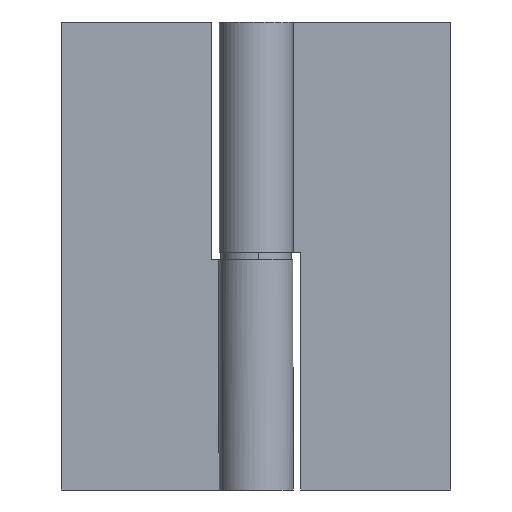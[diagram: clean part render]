
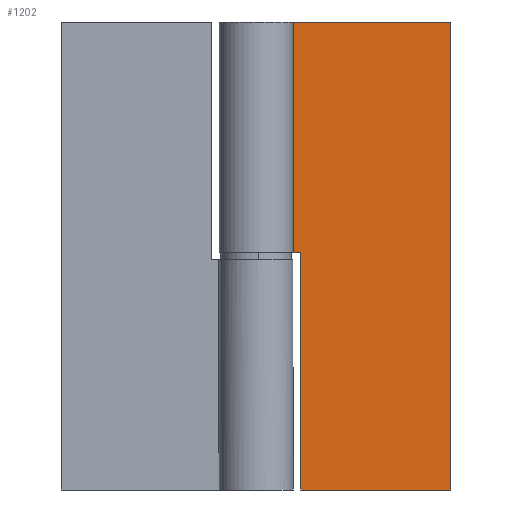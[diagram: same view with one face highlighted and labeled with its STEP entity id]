
A CAD part, front view. The second image highlights one B-rep face of the part: STEP entity #1202.
In plain terms, the highlighted free-form (B-spline) face has degree [1, 1] with [2, 2] control points.
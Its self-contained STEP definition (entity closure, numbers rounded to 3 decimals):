
#893=CARTESIAN_POINT('',(11.5,5.0,61.0));
#894=VERTEX_POINT('',#893);
#907=CARTESIAN_POINT('',(11.5,5.0,0.0));
#908=VERTEX_POINT('',#907);
#914=CARTESIAN_POINT('',(11.5,5.0,61.0));
#915=CARTESIAN_POINT('',(11.5,5.0,0.0));
#916=QUASI_UNIFORM_CURVE('',1,(#914,#915),.UNSPECIFIED.,.F.,.U.);
#917=EDGE_CURVE('',#894,#908,#916,.T.);
#929=CARTESIAN_POINT('',(0.0,5.0,61.0));
#930=VERTEX_POINT('',#929);
#984=CARTESIAN_POINT('',(0.0,5.0,61.0));
#985=CARTESIAN_POINT('',(11.5,5.0,61.0));
#986=QUASI_UNIFORM_CURVE('',1,(#984,#985),.UNSPECIFIED.,.F.,.U.);
#987=EDGE_CURVE('',#930,#894,#986,.T.);
#999=CARTESIAN_POINT('',(0.0,5.0,120.));
#1000=VERTEX_POINT('',#999);
#1020=CARTESIAN_POINT('',(50.0,5.0,120.));
#1021=VERTEX_POINT('',#1020);
#1022=CARTESIAN_POINT('',(0.0,5.0,120.));
#1023=CARTESIAN_POINT('',(50.0,5.0,120.));
#1024=QUASI_UNIFORM_CURVE('',1,(#1022,#1023),.UNSPECIFIED.,.F.,.U.);
#1025=EDGE_CURVE('',#1000,#1021,#1024,.T.);
#1076=CARTESIAN_POINT('',(50.0,5.0,0.0));
#1077=VERTEX_POINT('',#1076);
#1078=CARTESIAN_POINT('',(50.0,5.0,0.0));
#1079=CARTESIAN_POINT('',(50.0,5.0,120.));
#1080=QUASI_UNIFORM_CURVE('',1,(#1078,#1079),.UNSPECIFIED.,.F.,.U.);
#1081=EDGE_CURVE('',#1077,#1021,#1080,.T.);
#1103=CARTESIAN_POINT('',(11.5,5.0,0.0));
#1104=CARTESIAN_POINT('',(50.0,5.0,0.0));
#1105=QUASI_UNIFORM_CURVE('',1,(#1103,#1104),.UNSPECIFIED.,.F.,.U.);
#1106=EDGE_CURVE('',#908,#1077,#1105,.T.);
#1185=CARTESIAN_POINT('',(-2.497,5.0,125.994));
#1186=CARTESIAN_POINT('',(-2.497,5.0,-5.994));
#1187=CARTESIAN_POINT('',(52.498,5.0,125.994));
#1188=CARTESIAN_POINT('',(52.498,5.0,-5.994));
#1189=B_SPLINE_SURFACE_WITH_KNOTS('',1,1,((#1185,#1187),(#1186,#1188)),.UNSPECIFIED.,.F.,.F.,.U.,(2,2),(2,2),(0.0,131.988),(0.0,54.995),.UNSPECIFIED.);
#1190=CARTESIAN_POINT('',(0.0,5.0,61.0));
#1191=CARTESIAN_POINT('',(0.0,5.0,120.));
#1192=QUASI_UNIFORM_CURVE('',1,(#1190,#1191),.UNSPECIFIED.,.F.,.U.);
#1193=EDGE_CURVE('',#930,#1000,#1192,.T.);
#1194=ORIENTED_EDGE('',*,*,#1193,.F.);
#1195=ORIENTED_EDGE('',*,*,#987,.T.);
#1196=ORIENTED_EDGE('',*,*,#917,.T.);
#1197=ORIENTED_EDGE('',*,*,#1106,.T.);
#1198=ORIENTED_EDGE('',*,*,#1081,.T.);
#1199=ORIENTED_EDGE('',*,*,#1025,.F.);
#1200=EDGE_LOOP('',(#1194,#1195,#1196,#1197,#1198,#1199));
#1201=FACE_OUTER_BOUND('',#1200,.T.);
#1202=ADVANCED_FACE('',(#1201),#1189,.T.);
